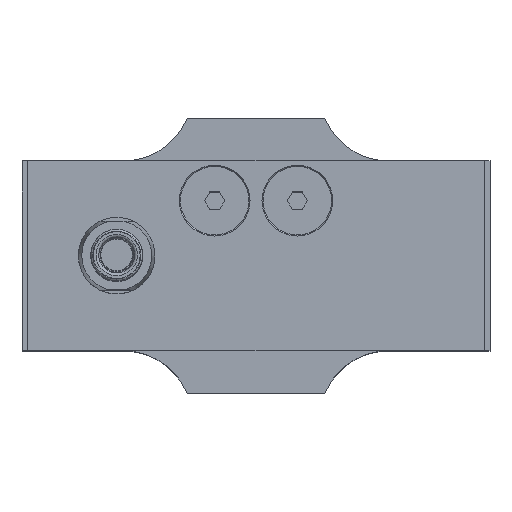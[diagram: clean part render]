
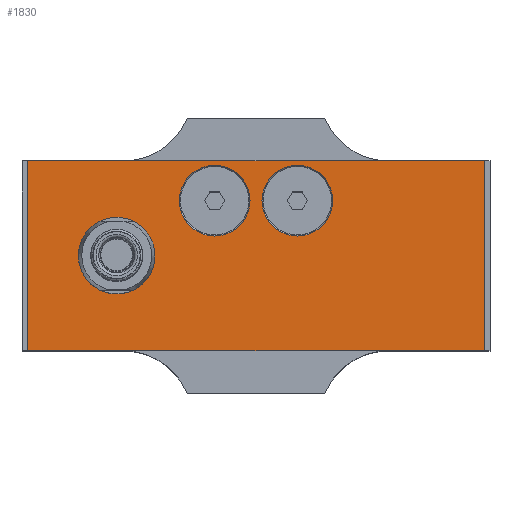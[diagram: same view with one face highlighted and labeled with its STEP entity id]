
A CAD part, top view. The second image highlights one B-rep face of the part: STEP entity #1830.
In plain terms, the highlighted planar face has unit normal (0, 0, 1).
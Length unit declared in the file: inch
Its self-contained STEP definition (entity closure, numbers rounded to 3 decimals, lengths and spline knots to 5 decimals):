
#264=CARTESIAN_POINT('',(-0.2785,0.2,0.505));
#265=VERTEX_POINT('',#264);
#266=CARTESIAN_POINT('',(-0.15,0.2,0.505));
#267=DIRECTION('',(0.0,0.0,-1.0));
#268=DIRECTION('',(1.0,0.0,0.0));
#269=AXIS2_PLACEMENT_3D('',#266,#267,#268);
#270=CIRCLE('',#269,0.1285);
#271=EDGE_CURVE('',#265,#265,#270,.T.);
#320=CARTESIAN_POINT('',(0.0215,0.2,0.505));
#321=VERTEX_POINT('',#320);
#322=CARTESIAN_POINT('',(0.15,0.2,0.505));
#323=DIRECTION('',(0.0,0.0,-1.0));
#324=DIRECTION('',(1.0,0.0,0.0));
#325=AXIS2_PLACEMENT_3D('',#322,#323,#324);
#326=CIRCLE('',#325,0.1285);
#327=EDGE_CURVE('',#321,#321,#326,.T.);
#417=CARTESIAN_POINT('',(-0.58105,-0.117,0.505));
#418=VERTEX_POINT('',#417);
#419=CARTESIAN_POINT('',(-0.58105,0.117,0.505));
#420=VERTEX_POINT('',#419);
#421=CARTESIAN_POINT('',(-0.506,0.,0.505));
#422=DIRECTION('',(0.0,0.0,-1.0));
#423=DIRECTION('',(1.0,0.0,0.0));
#424=AXIS2_PLACEMENT_3D('',#421,#422,#423);
#425=CIRCLE('',#424,0.139);
#426=EDGE_CURVE('',#418,#420,#425,.T.);
#445=CARTESIAN_POINT('',(-0.43095,-0.117,0.505));
#446=VERTEX_POINT('',#445);
#453=CARTESIAN_POINT('',(-0.43095,0.117,0.505));
#454=VERTEX_POINT('',#453);
#455=CARTESIAN_POINT('',(-0.506,0.,0.505));
#456=DIRECTION('',(0.0,0.0,-1.0));
#457=DIRECTION('',(1.0,0.0,0.0));
#458=AXIS2_PLACEMENT_3D('',#455,#456,#457);
#459=CIRCLE('',#458,0.139);
#460=EDGE_CURVE('',#454,#446,#459,.T.);
#1724=CARTESIAN_POINT('',(-0.43095,-0.117,0.505));
#1725=DIRECTION('',(-1.0,0.0,0.0));
#1726=VECTOR('',#1725,0.15009);
#1727=LINE('',#1724,#1726);
#1728=EDGE_CURVE('',#446,#418,#1727,.T.);
#1756=CARTESIAN_POINT('',(-0.58105,0.117,0.505));
#1757=DIRECTION('',(1.0,0.0,0.0));
#1758=VECTOR('',#1757,0.15009);
#1759=LINE('',#1756,#1758);
#1760=EDGE_CURVE('',#420,#454,#1759,.T.);
#1779=CARTESIAN_POINT('',(-0.0245,0.075,0.505));
#1780=DIRECTION('',(0.0,0.0,1.0));
#1781=DIRECTION('',(1.0,0.0,0.0));
#1782=AXIS2_PLACEMENT_3D('',#1779,#1780,#1781);
#1783=PLANE('',#1782);
#1784=CARTESIAN_POINT('',(-0.83,0.345,0.505));
#1785=VERTEX_POINT('',#1784);
#1786=CARTESIAN_POINT('',(0.83,0.345,0.505));
#1787=VERTEX_POINT('',#1786);
#1788=CARTESIAN_POINT('',(-0.83,0.345,0.505));
#1789=DIRECTION('',(1.0,0.0,0.0));
#1790=VECTOR('',#1789,1.66);
#1791=LINE('',#1788,#1790);
#1792=EDGE_CURVE('',#1785,#1787,#1791,.T.);
#1793=ORIENTED_EDGE('',*,*,#1792,.F.);
#1794=CARTESIAN_POINT('',(-0.83,-0.345,0.505));
#1795=VERTEX_POINT('',#1794);
#1796=CARTESIAN_POINT('',(-0.83,-0.345,0.505));
#1797=DIRECTION('',(0.0,1.0,0.0));
#1798=VECTOR('',#1797,0.69);
#1799=LINE('',#1796,#1798);
#1800=EDGE_CURVE('',#1795,#1785,#1799,.T.);
#1801=ORIENTED_EDGE('',*,*,#1800,.F.);
#1802=CARTESIAN_POINT('',(0.83,-0.345,0.505));
#1803=VERTEX_POINT('',#1802);
#1804=CARTESIAN_POINT('',(0.83,-0.345,0.505));
#1805=DIRECTION('',(-1.0,0.0,0.0));
#1806=VECTOR('',#1805,1.66);
#1807=LINE('',#1804,#1806);
#1808=EDGE_CURVE('',#1803,#1795,#1807,.T.);
#1809=ORIENTED_EDGE('',*,*,#1808,.F.);
#1810=CARTESIAN_POINT('',(0.83,0.345,0.505));
#1811=DIRECTION('',(0.0,-1.0,0.0));
#1812=VECTOR('',#1811,0.69);
#1813=LINE('',#1810,#1812);
#1814=EDGE_CURVE('',#1787,#1803,#1813,.T.);
#1815=ORIENTED_EDGE('',*,*,#1814,.F.);
#1816=EDGE_LOOP('',(#1793,#1801,#1809,#1815));
#1817=FACE_OUTER_BOUND('',#1816,.T.);
#1818=ORIENTED_EDGE('',*,*,#271,.T.);
#1819=EDGE_LOOP('',(#1818));
#1820=FACE_BOUND('',#1819,.T.);
#1821=ORIENTED_EDGE('',*,*,#327,.T.);
#1822=EDGE_LOOP('',(#1821));
#1823=FACE_BOUND('',#1822,.T.);
#1824=ORIENTED_EDGE('',*,*,#1728,.T.);
#1825=ORIENTED_EDGE('',*,*,#426,.T.);
#1826=ORIENTED_EDGE('',*,*,#1760,.T.);
#1827=ORIENTED_EDGE('',*,*,#460,.T.);
#1828=EDGE_LOOP('',(#1824,#1825,#1826,#1827));
#1829=FACE_BOUND('',#1828,.T.);
#1830=ADVANCED_FACE('',(#1817,#1820,#1823,#1829),#1783,.T.);
